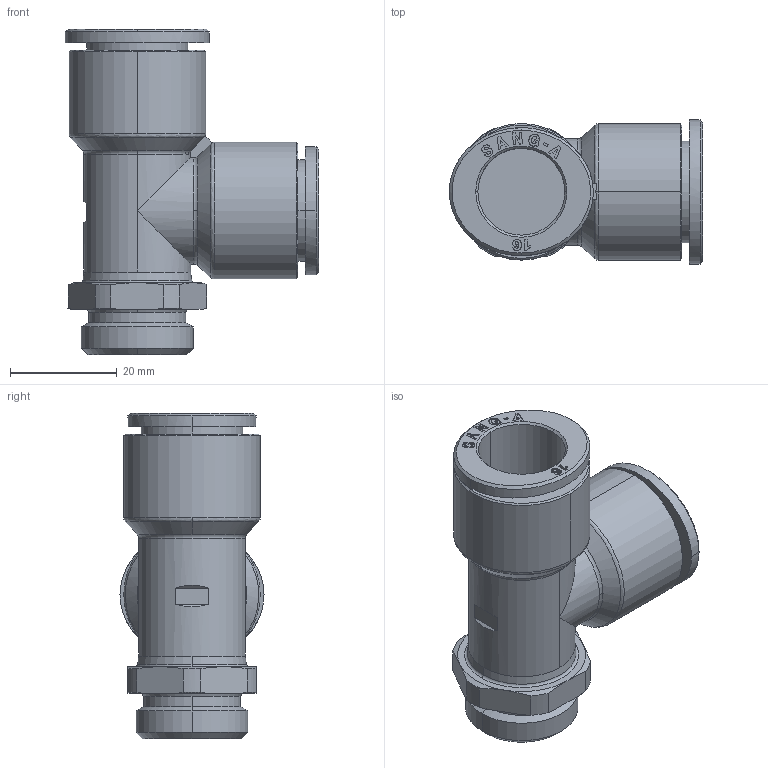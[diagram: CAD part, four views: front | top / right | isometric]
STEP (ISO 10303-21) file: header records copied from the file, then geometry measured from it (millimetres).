
FILE_DESCRIPTION (( 'STEP AP214' ), '1' );
FILE_NAME ('PST16-G04.stp', '2015-10-14T10:06:08', ( '' ), ( '' ), 'SwSTEP 2.0', 'SolidWorks 2015', '' );
FILE_SCHEMA (( 'AUTOMOTIVE_DESIGN' ));
Length unit declared in the file: millimetre
Products named in the file (2): ｦ+ﾃｦ1; PST16-G04
Assembly tree (1 placements, depth 2):
  PST16-G04
    ｦ+ﾃｦ1
Bounding box: 47.5 x 27 x 61 mm (x, y, z)
Volume: 24269.8 mm3; surface area: 11551.3 mm2
Topology: 1 solids, 1 shells, 538 faces, 1487 edges, 982 vertices
Faces by surface type: plane 380, bspline 64, cylinder 48, cone 38, torus 8
Entity records: 20073 total; most frequent: CARTESIAN_POINT 5877, ORIENTED_EDGE 2970, DIRECTION 2419, EDGE_CURVE 1485, VECTOR 1135, LINE 1135, VERTEX_POINT 982, AXIS2_PLACEMENT_3D 642
